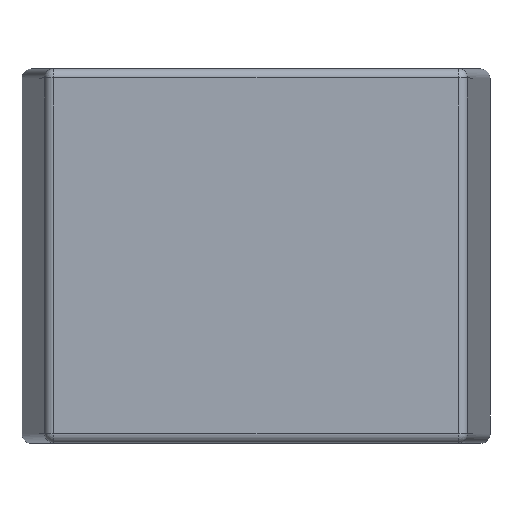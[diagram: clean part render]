
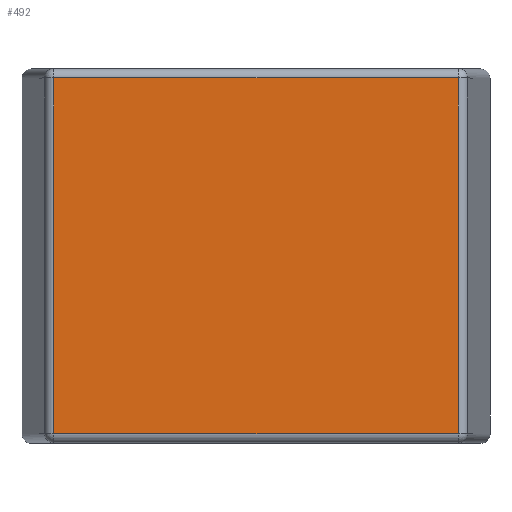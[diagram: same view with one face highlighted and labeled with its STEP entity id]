
A CAD part, top view. The second image highlights one B-rep face of the part: STEP entity #492.
In plain terms, the highlighted planar face has unit normal (0, 0, 1).
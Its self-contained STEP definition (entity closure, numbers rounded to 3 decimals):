
#81=CARTESIAN_POINT('',(0.432,0.38,0.805));
#82=VERTEX_POINT('',#81);
#107=CARTESIAN_POINT('',(0.432,-0.38,0.805));
#108=VERTEX_POINT('',#107);
#151=CARTESIAN_POINT('',(-0.432,0.38,0.805));
#152=VERTEX_POINT('',#151);
#177=CARTESIAN_POINT('',(-0.432,-0.38,0.805));
#178=VERTEX_POINT('',#177);
#218=CARTESIAN_POINT('',(-0.432,-0.38,0.805));
#219=DIRECTION('',(0.0,1.0,0.0));
#220=VECTOR('',#219,0.76);
#221=LINE('',#218,#220);
#222=EDGE_CURVE('',#178,#152,#221,.T.);
#233=CARTESIAN_POINT('',(0.432,-0.38,0.805));
#234=DIRECTION('',(-1.0,0.0,0.0));
#235=VECTOR('',#234,0.864);
#236=LINE('',#233,#235);
#237=EDGE_CURVE('',#108,#178,#236,.T.);
#287=CARTESIAN_POINT('',(-0.432,0.38,0.805));
#288=DIRECTION('',(1.0,0.0,0.0));
#289=VECTOR('',#288,0.864);
#290=LINE('',#287,#289);
#291=EDGE_CURVE('',#152,#82,#290,.T.);
#348=CARTESIAN_POINT('',(0.432,0.38,0.805));
#349=DIRECTION('',(0.0,-1.0,0.0));
#350=VECTOR('',#349,0.76);
#351=LINE('',#348,#350);
#352=EDGE_CURVE('',#82,#108,#351,.T.);
#481=CARTESIAN_POINT('',(0.,0.,0.805));
#482=DIRECTION('',(0.0,0.0,1.0));
#483=DIRECTION('',(1.0,0.0,0.0));
#484=AXIS2_PLACEMENT_3D('',#481,#482,#483);
#485=PLANE('',#484);
#486=ORIENTED_EDGE('',*,*,#222,.F.);
#487=ORIENTED_EDGE('',*,*,#237,.F.);
#488=ORIENTED_EDGE('',*,*,#352,.F.);
#489=ORIENTED_EDGE('',*,*,#291,.F.);
#490=EDGE_LOOP('',(#486,#487,#488,#489));
#491=FACE_OUTER_BOUND('',#490,.T.);
#492=ADVANCED_FACE('',(#491),#485,.T.);
